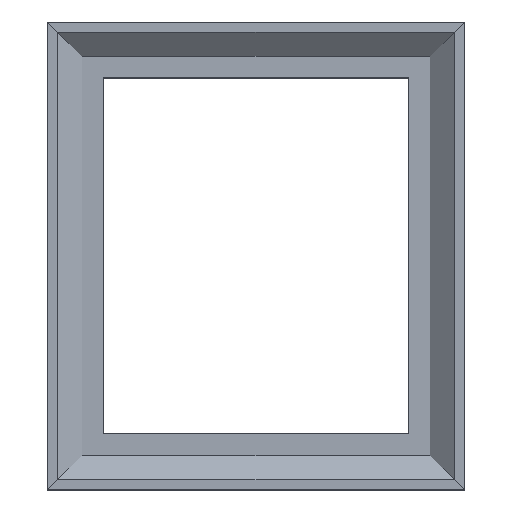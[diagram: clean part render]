
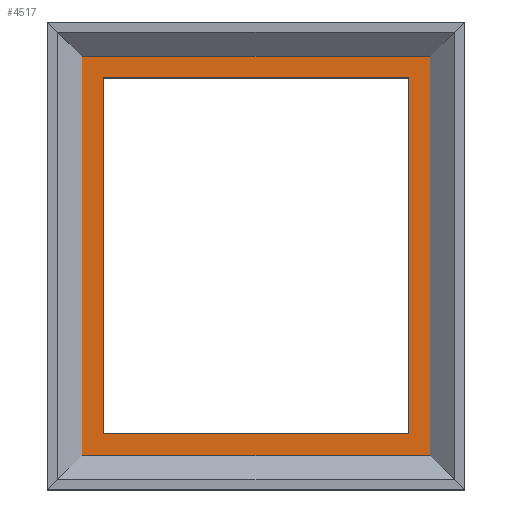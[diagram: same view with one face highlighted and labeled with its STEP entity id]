
A CAD part, top view. The second image highlights one B-rep face of the part: STEP entity #4517.
In plain terms, the highlighted planar face has unit normal (0, 0, 1).
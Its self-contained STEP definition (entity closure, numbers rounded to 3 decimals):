
#3774 = PLANE('',#3775);
#3775 = AXIS2_PLACEMENT_3D('',#3776,#3777,#3778);
#3776 = CARTESIAN_POINT('',(-30.,35.,0.));
#3777 = DIRECTION('',(1.,0.,0.));
#3778 = DIRECTION('',(0.,-1.,0.));
#3802 = PLANE('',#3803);
#3803 = AXIS2_PLACEMENT_3D('',#3804,#3805,#3806);
#3804 = CARTESIAN_POINT('',(30.,35.,0.));
#3805 = DIRECTION('',(0.,-1.,0.));
#3806 = DIRECTION('',(-1.,0.,0.));
#3830 = PLANE('',#3831);
#3831 = AXIS2_PLACEMENT_3D('',#3832,#3833,#3834);
#3832 = CARTESIAN_POINT('',(30.,-35.,0.));
#3833 = DIRECTION('',(-1.,0.,0.));
#3834 = DIRECTION('',(0.,1.,0.));
#3856 = PLANE('',#3857);
#3857 = AXIS2_PLACEMENT_3D('',#3858,#3859,#3860);
#3858 = CARTESIAN_POINT('',(-30.,-35.,0.));
#3859 = DIRECTION('',(0.,1.,0.));
#3860 = DIRECTION('',(1.,0.,0.));
#4030 = PLANE('',#4031);
#4031 = AXIS2_PLACEMENT_3D('',#4032,#4033,#4034);
#4032 = CARTESIAN_POINT('',(-39.,45.,11.));
#4033 = DIRECTION('',(0.643,0.,0.766));
#4034 = DIRECTION('',(0.766,0.,-0.643));
#4111 = VERTEX_POINT('',#4112);
#4112 = CARTESIAN_POINT('',(-30.,35.,7.));
#4133 = EDGE_CURVE('',#4111,#4134,#4136,.T.);
#4134 = VERTEX_POINT('',#4135);
#4135 = CARTESIAN_POINT('',(-30.,-35.,7.));
#4136 = SURFACE_CURVE('',#4137,(#4141,#4148),.PCURVE_S1.);
#4137 = LINE('',#4138,#4139);
#4138 = CARTESIAN_POINT('',(-30.,35.,7.));
#4139 = VECTOR('',#4140,1.);
#4140 = DIRECTION('',(0.,-1.,0.));
#4141 = PCURVE('',#3774,#4142);
#4142 = DEFINITIONAL_REPRESENTATION('',(#4143),#4147);
#4143 = LINE('',#4144,#4145);
#4144 = CARTESIAN_POINT('',(0.,-7.));
#4145 = VECTOR('',#4146,1.);
#4146 = DIRECTION('',(1.,0.));
#4147 = ( GEOMETRIC_REPRESENTATION_CONTEXT(2) 
PARAMETRIC_REPRESENTATION_CONTEXT() REPRESENTATION_CONTEXT('2D SPACE',''
  ) );
#4148 = PCURVE('',#4149,#4154);
#4149 = PLANE('',#4150);
#4150 = AXIS2_PLACEMENT_3D('',#4151,#4152,#4153);
#4151 = CARTESIAN_POINT('',(0.,0.,7.)
  );
#4152 = DIRECTION('',(0.,0.,1.));
#4153 = DIRECTION('',(1.,0.,0.));
#4154 = DEFINITIONAL_REPRESENTATION('',(#4155),#4159);
#4155 = LINE('',#4156,#4157);
#4156 = CARTESIAN_POINT('',(-30.,35.));
#4157 = VECTOR('',#4158,1.);
#4158 = DIRECTION('',(0.,-1.));
#4159 = ( GEOMETRIC_REPRESENTATION_CONTEXT(2) 
PARAMETRIC_REPRESENTATION_CONTEXT() REPRESENTATION_CONTEXT('2D SPACE',''
  ) );
#4187 = EDGE_CURVE('',#4134,#4188,#4190,.T.);
#4188 = VERTEX_POINT('',#4189);
#4189 = CARTESIAN_POINT('',(30.,-35.,7.));
#4190 = SURFACE_CURVE('',#4191,(#4195,#4202),.PCURVE_S1.);
#4191 = LINE('',#4192,#4193);
#4192 = CARTESIAN_POINT('',(-30.,-35.,7.));
#4193 = VECTOR('',#4194,1.);
#4194 = DIRECTION('',(1.,0.,0.));
#4195 = PCURVE('',#3856,#4196);
#4196 = DEFINITIONAL_REPRESENTATION('',(#4197),#4201);
#4197 = LINE('',#4198,#4199);
#4198 = CARTESIAN_POINT('',(0.,-7.));
#4199 = VECTOR('',#4200,1.);
#4200 = DIRECTION('',(1.,0.));
#4201 = ( GEOMETRIC_REPRESENTATION_CONTEXT(2) 
PARAMETRIC_REPRESENTATION_CONTEXT() REPRESENTATION_CONTEXT('2D SPACE',''
  ) );
#4202 = PCURVE('',#4149,#4203);
#4203 = DEFINITIONAL_REPRESENTATION('',(#4204),#4208);
#4204 = LINE('',#4205,#4206);
#4205 = CARTESIAN_POINT('',(-30.,-35.));
#4206 = VECTOR('',#4207,1.);
#4207 = DIRECTION('',(1.,0.));
#4208 = ( GEOMETRIC_REPRESENTATION_CONTEXT(2) 
PARAMETRIC_REPRESENTATION_CONTEXT() REPRESENTATION_CONTEXT('2D SPACE',''
  ) );
#4236 = EDGE_CURVE('',#4188,#4237,#4239,.T.);
#4237 = VERTEX_POINT('',#4238);
#4238 = CARTESIAN_POINT('',(30.,35.,7.));
#4239 = SURFACE_CURVE('',#4240,(#4244,#4251),.PCURVE_S1.);
#4240 = LINE('',#4241,#4242);
#4241 = CARTESIAN_POINT('',(30.,-35.,7.));
#4242 = VECTOR('',#4243,1.);
#4243 = DIRECTION('',(0.,1.,0.));
#4244 = PCURVE('',#3830,#4245);
#4245 = DEFINITIONAL_REPRESENTATION('',(#4246),#4250);
#4246 = LINE('',#4247,#4248);
#4247 = CARTESIAN_POINT('',(0.,-7.));
#4248 = VECTOR('',#4249,1.);
#4249 = DIRECTION('',(1.,0.));
#4250 = ( GEOMETRIC_REPRESENTATION_CONTEXT(2) 
PARAMETRIC_REPRESENTATION_CONTEXT() REPRESENTATION_CONTEXT('2D SPACE',''
  ) );
#4251 = PCURVE('',#4149,#4252);
#4252 = DEFINITIONAL_REPRESENTATION('',(#4253),#4257);
#4253 = LINE('',#4254,#4255);
#4254 = CARTESIAN_POINT('',(30.,-35.));
#4255 = VECTOR('',#4256,1.);
#4256 = DIRECTION('',(0.,1.));
#4257 = ( GEOMETRIC_REPRESENTATION_CONTEXT(2) 
PARAMETRIC_REPRESENTATION_CONTEXT() REPRESENTATION_CONTEXT('2D SPACE',''
  ) );
#4285 = EDGE_CURVE('',#4237,#4111,#4286,.T.);
#4286 = SURFACE_CURVE('',#4287,(#4291,#4298),.PCURVE_S1.);
#4287 = LINE('',#4288,#4289);
#4288 = CARTESIAN_POINT('',(30.,35.,7.));
#4289 = VECTOR('',#4290,1.);
#4290 = DIRECTION('',(-1.,0.,0.));
#4291 = PCURVE('',#3802,#4292);
#4292 = DEFINITIONAL_REPRESENTATION('',(#4293),#4297);
#4293 = LINE('',#4294,#4295);
#4294 = CARTESIAN_POINT('',(0.,-7.));
#4295 = VECTOR('',#4296,1.);
#4296 = DIRECTION('',(1.,0.));
#4297 = ( GEOMETRIC_REPRESENTATION_CONTEXT(2) 
PARAMETRIC_REPRESENTATION_CONTEXT() REPRESENTATION_CONTEXT('2D SPACE',''
  ) );
#4298 = PCURVE('',#4149,#4299);
#4299 = DEFINITIONAL_REPRESENTATION('',(#4300),#4304);
#4300 = LINE('',#4301,#4302);
#4301 = CARTESIAN_POINT('',(30.,35.));
#4302 = VECTOR('',#4303,1.);
#4303 = DIRECTION('',(-1.,0.));
#4304 = ( GEOMETRIC_REPRESENTATION_CONTEXT(2) 
PARAMETRIC_REPRESENTATION_CONTEXT() REPRESENTATION_CONTEXT('2D SPACE',''
  ) );
#4348 = PLANE('',#4349);
#4349 = AXIS2_PLACEMENT_3D('',#4350,#4351,#4352);
#4350 = CARTESIAN_POINT('',(-40.,-44.,11.));
#4351 = DIRECTION('',(0.,0.643,0.766));
#4352 = DIRECTION('',(0.,0.766,-0.643));
#4382 = PLANE('',#4383);
#4383 = AXIS2_PLACEMENT_3D('',#4384,#4385,#4386);
#4384 = CARTESIAN_POINT('',(40.,44.,11.));
#4385 = DIRECTION('',(0.,-0.643,0.766));
#4386 = DIRECTION('',(0.,-0.766,-0.643));
#4420 = VERTEX_POINT('',#4421);
#4421 = CARTESIAN_POINT('',(-34.233,-39.233,7.));
#4442 = EDGE_CURVE('',#4420,#4443,#4445,.T.);
#4443 = VERTEX_POINT('',#4444);
#4444 = CARTESIAN_POINT('',(-34.233,39.233,7.));
#4445 = SURFACE_CURVE('',#4446,(#4450,#4457),.PCURVE_S1.);
#4446 = LINE('',#4447,#4448);
#4447 = CARTESIAN_POINT('',(-34.233,22.5,7.));
#4448 = VECTOR('',#4449,1.);
#4449 = DIRECTION('',(0.,1.,0.));
#4450 = PCURVE('',#4030,#4451);
#4451 = DEFINITIONAL_REPRESENTATION('',(#4452),#4456);
#4452 = LINE('',#4453,#4454);
#4453 = CARTESIAN_POINT('',(6.223,-22.5));
#4454 = VECTOR('',#4455,1.);
#4455 = DIRECTION('',(0.,1.));
#4456 = ( GEOMETRIC_REPRESENTATION_CONTEXT(2) 
PARAMETRIC_REPRESENTATION_CONTEXT() REPRESENTATION_CONTEXT('2D SPACE',''
  ) );
#4457 = PCURVE('',#4149,#4458);
#4458 = DEFINITIONAL_REPRESENTATION('',(#4459),#4463);
#4459 = LINE('',#4460,#4461);
#4460 = CARTESIAN_POINT('',(-34.233,22.5));
#4461 = VECTOR('',#4462,1.);
#4462 = DIRECTION('',(0.,1.));
#4463 = ( GEOMETRIC_REPRESENTATION_CONTEXT(2) 
PARAMETRIC_REPRESENTATION_CONTEXT() REPRESENTATION_CONTEXT('2D SPACE',''
  ) );
#4505 = PLANE('',#4506);
#4506 = AXIS2_PLACEMENT_3D('',#4507,#4508,#4509);
#4507 = CARTESIAN_POINT('',(39.,-45.,11.));
#4508 = DIRECTION('',(-0.643,0.,0.766));
#4509 = DIRECTION('',(-0.766,0.,-0.643));
#4517 = ADVANCED_FACE('',(#4518,#4588),#4149,.T.);
#4518 = FACE_BOUND('',#4519,.T.);
#4519 = EDGE_LOOP('',(#4520,#4543,#4544,#4567));
#4520 = ORIENTED_EDGE('',*,*,#4521,.F.);
#4521 = EDGE_CURVE('',#4443,#4522,#4524,.T.);
#4522 = VERTEX_POINT('',#4523);
#4523 = CARTESIAN_POINT('',(34.233,39.233,7.));
#4524 = SURFACE_CURVE('',#4525,(#4529,#4536),.PCURVE_S1.);
#4525 = LINE('',#4526,#4527);
#4526 = CARTESIAN_POINT('',(20.,39.233,7.));
#4527 = VECTOR('',#4528,1.);
#4528 = DIRECTION('',(1.,0.,0.));
#4529 = PCURVE('',#4149,#4530);
#4530 = DEFINITIONAL_REPRESENTATION('',(#4531),#4535);
#4531 = LINE('',#4532,#4533);
#4532 = CARTESIAN_POINT('',(20.,39.233));
#4533 = VECTOR('',#4534,1.);
#4534 = DIRECTION('',(1.,0.));
#4535 = ( GEOMETRIC_REPRESENTATION_CONTEXT(2) 
PARAMETRIC_REPRESENTATION_CONTEXT() REPRESENTATION_CONTEXT('2D SPACE',''
  ) );
#4536 = PCURVE('',#4382,#4537);
#4537 = DEFINITIONAL_REPRESENTATION('',(#4538),#4542);
#4538 = LINE('',#4539,#4540);
#4539 = CARTESIAN_POINT('',(6.223,-20.));
#4540 = VECTOR('',#4541,1.);
#4541 = DIRECTION('',(0.,1.));
#4542 = ( GEOMETRIC_REPRESENTATION_CONTEXT(2) 
PARAMETRIC_REPRESENTATION_CONTEXT() REPRESENTATION_CONTEXT('2D SPACE',''
  ) );
#4543 = ORIENTED_EDGE('',*,*,#4442,.F.);
#4544 = ORIENTED_EDGE('',*,*,#4545,.F.);
#4545 = EDGE_CURVE('',#4546,#4420,#4548,.T.);
#4546 = VERTEX_POINT('',#4547);
#4547 = CARTESIAN_POINT('',(34.233,-39.233,7.));
#4548 = SURFACE_CURVE('',#4549,(#4553,#4560),.PCURVE_S1.);
#4549 = LINE('',#4550,#4551);
#4550 = CARTESIAN_POINT('',(-20.,-39.233,7.));
#4551 = VECTOR('',#4552,1.);
#4552 = DIRECTION('',(-1.,0.,0.));
#4553 = PCURVE('',#4149,#4554);
#4554 = DEFINITIONAL_REPRESENTATION('',(#4555),#4559);
#4555 = LINE('',#4556,#4557);
#4556 = CARTESIAN_POINT('',(-20.,-39.233));
#4557 = VECTOR('',#4558,1.);
#4558 = DIRECTION('',(-1.,0.));
#4559 = ( GEOMETRIC_REPRESENTATION_CONTEXT(2) 
PARAMETRIC_REPRESENTATION_CONTEXT() REPRESENTATION_CONTEXT('2D SPACE',''
  ) );
#4560 = PCURVE('',#4348,#4561);
#4561 = DEFINITIONAL_REPRESENTATION('',(#4562),#4566);
#4562 = LINE('',#4563,#4564);
#4563 = CARTESIAN_POINT('',(6.223,-20.));
#4564 = VECTOR('',#4565,1.);
#4565 = DIRECTION('',(0.,1.));
#4566 = ( GEOMETRIC_REPRESENTATION_CONTEXT(2) 
PARAMETRIC_REPRESENTATION_CONTEXT() REPRESENTATION_CONTEXT('2D SPACE',''
  ) );
#4567 = ORIENTED_EDGE('',*,*,#4568,.F.);
#4568 = EDGE_CURVE('',#4522,#4546,#4569,.T.);
#4569 = SURFACE_CURVE('',#4570,(#4574,#4581),.PCURVE_S1.);
#4570 = LINE('',#4571,#4572);
#4571 = CARTESIAN_POINT('',(34.233,-22.5,7.));
#4572 = VECTOR('',#4573,1.);
#4573 = DIRECTION('',(0.,-1.,0.));
#4574 = PCURVE('',#4149,#4575);
#4575 = DEFINITIONAL_REPRESENTATION('',(#4576),#4580);
#4576 = LINE('',#4577,#4578);
#4577 = CARTESIAN_POINT('',(34.233,-22.5));
#4578 = VECTOR('',#4579,1.);
#4579 = DIRECTION('',(0.,-1.));
#4580 = ( GEOMETRIC_REPRESENTATION_CONTEXT(2) 
PARAMETRIC_REPRESENTATION_CONTEXT() REPRESENTATION_CONTEXT('2D SPACE',''
  ) );
#4581 = PCURVE('',#4505,#4582);
#4582 = DEFINITIONAL_REPRESENTATION('',(#4583),#4587);
#4583 = LINE('',#4584,#4585);
#4584 = CARTESIAN_POINT('',(6.223,-22.5));
#4585 = VECTOR('',#4586,1.);
#4586 = DIRECTION('',(-0.,1.));
#4587 = ( GEOMETRIC_REPRESENTATION_CONTEXT(2) 
PARAMETRIC_REPRESENTATION_CONTEXT() REPRESENTATION_CONTEXT('2D SPACE',''
  ) );
#4588 = FACE_BOUND('',#4589,.T.);
#4589 = EDGE_LOOP('',(#4590,#4591,#4592,#4593));
#4590 = ORIENTED_EDGE('',*,*,#4133,.F.);
#4591 = ORIENTED_EDGE('',*,*,#4285,.F.);
#4592 = ORIENTED_EDGE('',*,*,#4236,.F.);
#4593 = ORIENTED_EDGE('',*,*,#4187,.F.);
